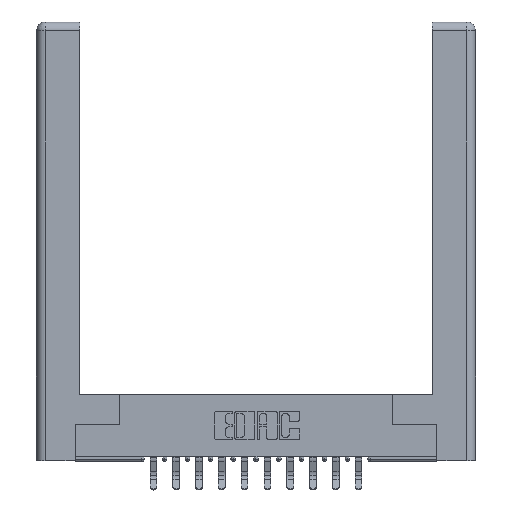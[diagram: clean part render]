
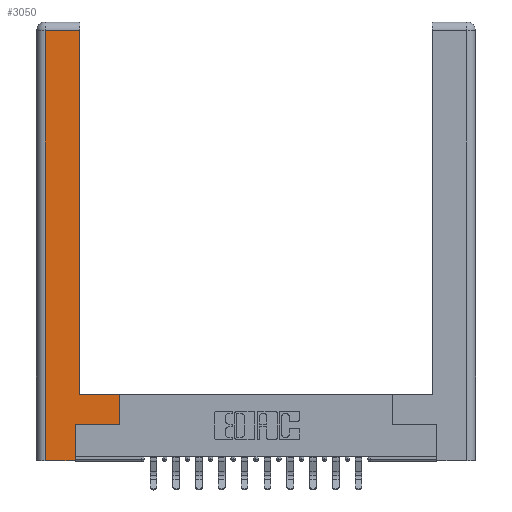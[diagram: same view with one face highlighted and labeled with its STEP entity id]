
A CAD part, top view. The second image highlights one B-rep face of the part: STEP entity #3050.
In plain terms, the highlighted planar face has unit normal (0, 0, 1).
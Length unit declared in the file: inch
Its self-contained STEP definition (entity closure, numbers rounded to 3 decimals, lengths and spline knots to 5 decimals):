
#34 = DIRECTION ( 'NONE',  ( 0., 1., 0. ) ) ;
#708 = CARTESIAN_POINT ( 'NONE',  ( 0.565, 0.245, 0. ) ) ;
#1171 = VECTOR ( 'NONE', #15302, 39.37008 ) ;
#1476 = CARTESIAN_POINT ( 'NONE',  ( 0.265, 0., 0. ) ) ;
#1486 = DIRECTION ( 'NONE',  ( -1., 0., 0. ) ) ;
#1712 = CARTESIAN_POINT ( 'NONE',  ( 0.265, 0.245, 0. ) ) ;
#2133 = LINE ( 'NONE', #11804, #5322 ) ;
#2326 = DIRECTION ( 'NONE',  ( -1., 0., 0. ) ) ;
#2371 = DIRECTION ( 'NONE',  ( 0., 1., 0. ) ) ;
#2411 = CARTESIAN_POINT ( 'NONE',  ( 0.0615, 0., 0. ) ) ;
#2957 = EDGE_CURVE ( 'NONE', #11164, #5159, #5354, .T. ) ;
#3044 = EDGE_CURVE ( 'NONE', #5159, #16275, #16856, .T. ) ;
#3050 = ADVANCED_FACE ( 'NONE', ( #15582 ), #10606, .F. ) ;
#3085 = CARTESIAN_POINT ( 'NONE',  ( 0.0615, 2.94, 0. ) ) ;
#3640 = CARTESIAN_POINT ( 'NONE',  ( 0.295, 3., 0. ) ) ;
#4019 = VECTOR ( 'NONE', #12286, 39.37008 ) ;
#4065 = EDGE_CURVE ( 'NONE', #16275, #9745, #5199, .T. ) ;
#4255 = ORIENTED_EDGE ( 'NONE', *, *, #2957, .T. ) ;
#4603 = CARTESIAN_POINT ( 'NONE',  ( 0.295, 2.94, 0. ) ) ;
#5159 = VERTEX_POINT ( 'NONE', #7311 ) ;
#5182 = VECTOR ( 'NONE', #1486, 39.37008 ) ;
#5199 = LINE ( 'NONE', #10885, #5182 ) ;
#5260 = DIRECTION ( 'NONE',  ( -1., 0., 0. ) ) ;
#5277 = ORIENTED_EDGE ( 'NONE', *, *, #3044, .T. ) ;
#5322 = VECTOR ( 'NONE', #2371, 39.37008 ) ;
#5354 = LINE ( 'NONE', #17172, #17274 ) ;
#5440 = LINE ( 'NONE', #15178, #1171 ) ;
#6355 = VERTEX_POINT ( 'NONE', #2411 ) ;
#6611 = ORIENTED_EDGE ( 'NONE', *, *, #4065, .T. ) ;
#6958 = VECTOR ( 'NONE', #14155, 39.37008 ) ;
#7024 = CARTESIAN_POINT ( 'NONE',  ( 0.565, 0.245, 0. ) ) ;
#7311 = CARTESIAN_POINT ( 'NONE',  ( 0.295, 0.45, 0. ) ) ;
#7560 = EDGE_LOOP ( 'NONE', ( #5277, #6611, #12614, #13071, #8853, #12070, #8017, #4255 ) ) ;
#7867 = LINE ( 'NONE', #8889, #14480 ) ;
#8017 = ORIENTED_EDGE ( 'NONE', *, *, #14230, .T. ) ;
#8293 = LINE ( 'NONE', #1476, #4019 ) ;
#8426 = CARTESIAN_POINT ( 'NONE',  ( 0.265, 0., 0. ) ) ;
#8788 = VECTOR ( 'NONE', #34, 39.37008 ) ;
#8853 = ORIENTED_EDGE ( 'NONE', *, *, #12956, .T. ) ;
#8889 = CARTESIAN_POINT ( 'NONE',  ( 0.0615, 0., 0. ) ) ;
#8983 = EDGE_CURVE ( 'NONE', #11237, #9095, #11235, .T. ) ;
#9095 = VERTEX_POINT ( 'NONE', #7024 ) ;
#9745 = VERTEX_POINT ( 'NONE', #3085 ) ;
#10606 = PLANE ( 'NONE',  #15273 ) ;
#10885 = CARTESIAN_POINT ( 'NONE',  ( 0.0615, 2.94, 0. ) ) ;
#11164 = VERTEX_POINT ( 'NONE', #14677 ) ;
#11235 = LINE ( 'NONE', #708, #6958 ) ;
#11237 = VERTEX_POINT ( 'NONE', #1712 ) ;
#11728 = DIRECTION ( 'NONE',  ( 0., -1., 0. ) ) ;
#11804 = CARTESIAN_POINT ( 'NONE',  ( 0.265, 0.245, 0. ) ) ;
#12070 = ORIENTED_EDGE ( 'NONE', *, *, #8983, .T. ) ;
#12233 = CARTESIAN_POINT ( 'NONE',  ( 0., 0., 0. ) ) ;
#12286 = DIRECTION ( 'NONE',  ( 1., 0., 0. ) ) ;
#12614 = ORIENTED_EDGE ( 'NONE', *, *, #17432, .T. ) ;
#12956 = EDGE_CURVE ( 'NONE', #15874, #11237, #2133, .T. ) ;
#13071 = ORIENTED_EDGE ( 'NONE', *, *, #17223, .T. ) ;
#14155 = DIRECTION ( 'NONE',  ( 1., 0., 0. ) ) ;
#14230 = EDGE_CURVE ( 'NONE', #9095, #11164, #5440, .T. ) ;
#14480 = VECTOR ( 'NONE', #11728, 39.37008 ) ;
#14677 = CARTESIAN_POINT ( 'NONE',  ( 0.565, 0.45, 0. ) ) ;
#14953 = DIRECTION ( 'NONE',  ( 0., 0., -1. ) ) ;
#15178 = CARTESIAN_POINT ( 'NONE',  ( 0.565, 0.45, 0. ) ) ;
#15273 = AXIS2_PLACEMENT_3D ( 'NONE', #12233, #14953, #5260 ) ;
#15302 = DIRECTION ( 'NONE',  ( 0., 1., 0. ) ) ;
#15582 = FACE_OUTER_BOUND ( 'NONE', #7560, .T. ) ;
#15874 = VERTEX_POINT ( 'NONE', #8426 ) ;
#16275 = VERTEX_POINT ( 'NONE', #4603 ) ;
#16856 = LINE ( 'NONE', #3640, #8788 ) ;
#17172 = CARTESIAN_POINT ( 'NONE',  ( 0.295, 0.45, 0. ) ) ;
#17223 = EDGE_CURVE ( 'NONE', #6355, #15874, #8293, .T. ) ;
#17274 = VECTOR ( 'NONE', #2326, 39.37008 ) ;
#17432 = EDGE_CURVE ( 'NONE', #9745, #6355, #7867, .T. ) ;
